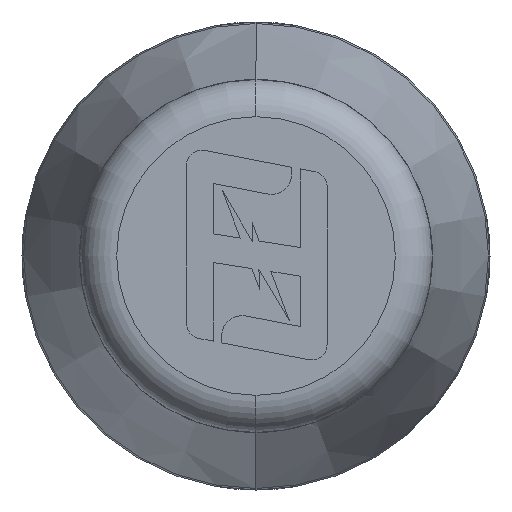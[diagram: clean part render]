
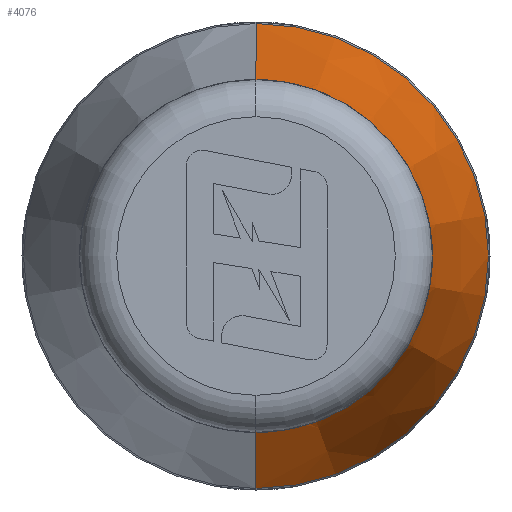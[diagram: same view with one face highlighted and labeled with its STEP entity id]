
A CAD part, left-side view. The second image highlights one B-rep face of the part: STEP entity #4076.
In plain terms, the highlighted conical face has half-angle 14.744 degrees and reference radius 15.895 mm.
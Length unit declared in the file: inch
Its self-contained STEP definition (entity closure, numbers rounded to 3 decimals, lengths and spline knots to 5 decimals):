
#75 = ORIENTED_EDGE ( 'NONE', *, *, #2466, .T. ) ;
#76 = EDGE_CURVE ( 'NONE', #3673, #1669, #866, .T. ) ;
#185 = VECTOR ( 'NONE', #3306, 39.37008 ) ;
#215 = CONICAL_SURFACE ( 'NONE', #4783, 0.6258, 0.257 ) ;
#256 = CARTESIAN_POINT ( 'NONE',  ( -1.35794, 0., 0. ) ) ;
#296 = EDGE_CURVE ( 'NONE', #1669, #2185, #3232, .T. ) ;
#330 = DIRECTION ( 'NONE',  ( -1., 0., 0. ) ) ;
#363 = VECTOR ( 'NONE', #540, 39.37008 ) ;
#490 = CARTESIAN_POINT ( 'NONE',  ( -1.35794, 0., -0.6258 ) ) ;
#540 = DIRECTION ( 'NONE',  ( 0.967, 0., -0.254 ) ) ;
#662 = EDGE_LOOP ( 'NONE', ( #938, #3339, #75, #2435 ) ) ;
#766 = DIRECTION ( 'NONE',  ( 0., 0., 1. ) ) ;
#852 = AXIS2_PLACEMENT_3D ( 'NONE', #256, #330, #2905 ) ;
#866 = CIRCLE ( 'NONE', #1507, 0.42608 ) ;
#938 = ORIENTED_EDGE ( 'NONE', *, *, #296, .F. ) ;
#957 = LINE ( 'NONE', #490, #363 ) ;
#1304 = DIRECTION ( 'NONE',  ( 1., 0., 0. ) ) ;
#1507 = AXIS2_PLACEMENT_3D ( 'NONE', #4567, #3425, #766 ) ;
#1669 = VERTEX_POINT ( 'NONE', #3341 ) ;
#1738 = CARTESIAN_POINT ( 'NONE',  ( -1.35794, 0., 0.6258 ) ) ;
#2068 = DIRECTION ( 'NONE',  ( 0., 0., -1. ) ) ;
#2185 = VERTEX_POINT ( 'NONE', #3614 ) ;
#2290 = CIRCLE ( 'NONE', #852, 0.6258 ) ;
#2435 = ORIENTED_EDGE ( 'NONE', *, *, #4142, .T. ) ;
#2466 = EDGE_CURVE ( 'NONE', #3673, #4729, #957, .T. ) ;
#2862 = FACE_OUTER_BOUND ( 'NONE', #662, .T. ) ;
#2905 = DIRECTION ( 'NONE',  ( 0., 0., 1. ) ) ;
#3115 = CARTESIAN_POINT ( 'NONE',  ( -1.35794, 0., -0.6258 ) ) ;
#3232 = LINE ( 'NONE', #1738, #185 ) ;
#3306 = DIRECTION ( 'NONE',  ( 0.967, 0., 0.254 ) ) ;
#3339 = ORIENTED_EDGE ( 'NONE', *, *, #76, .F. ) ;
#3341 = CARTESIAN_POINT ( 'NONE',  ( -2.11691, 0., 0.42608 ) ) ;
#3425 = DIRECTION ( 'NONE',  ( -1., 0., 0. ) ) ;
#3614 = CARTESIAN_POINT ( 'NONE',  ( -1.35794, 0., 0.6258 ) ) ;
#3673 = VERTEX_POINT ( 'NONE', #4647 ) ;
#3961 = CARTESIAN_POINT ( 'NONE',  ( -1.35794, 0., 0. ) ) ;
#4076 = ADVANCED_FACE ( 'NONE', ( #2862 ), #215, .T. ) ;
#4142 = EDGE_CURVE ( 'NONE', #4729, #2185, #2290, .T. ) ;
#4567 = CARTESIAN_POINT ( 'NONE',  ( -2.11691, 0., 0. ) ) ;
#4647 = CARTESIAN_POINT ( 'NONE',  ( -2.11691, 0., -0.42608 ) ) ;
#4729 = VERTEX_POINT ( 'NONE', #3115 ) ;
#4783 = AXIS2_PLACEMENT_3D ( 'NONE', #3961, #1304, #2068 ) ;
